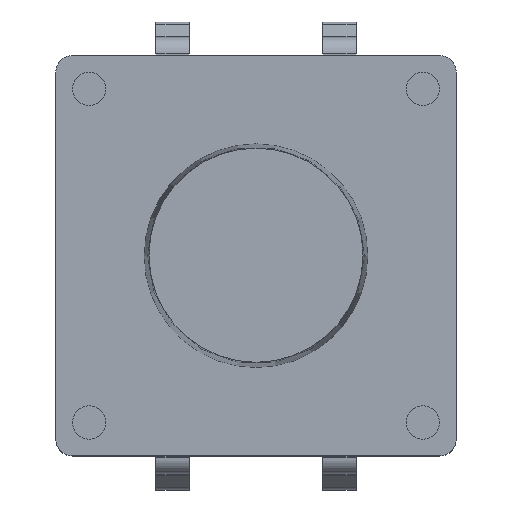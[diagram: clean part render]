
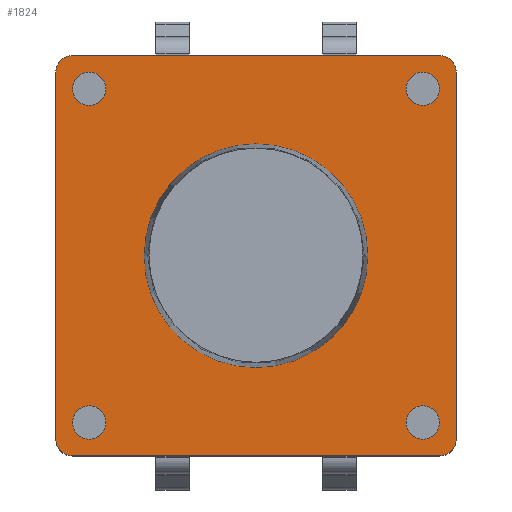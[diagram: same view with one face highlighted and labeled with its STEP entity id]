
A CAD part, top view. The second image highlights one B-rep face of the part: STEP entity #1824.
In plain terms, the highlighted planar face has unit normal (0, 0, 1).
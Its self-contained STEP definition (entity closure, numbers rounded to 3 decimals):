
#13=FACE_BOUND('',#305,.T.);
#14=FACE_BOUND('',#306,.T.);
#15=FACE_BOUND('',#307,.T.);
#16=FACE_BOUND('',#308,.T.);
#17=FACE_BOUND('',#309,.T.);
#128=PLANE('',#1979);
#202=FACE_OUTER_BOUND('',#304,.T.);
#304=EDGE_LOOP('',(#1350,#1351,#1352,#1353,#1354,#1355,#1356,#1357));
#305=EDGE_LOOP('',(#1358,#1359));
#306=EDGE_LOOP('',(#1360));
#307=EDGE_LOOP('',(#1361));
#308=EDGE_LOOP('',(#1362));
#309=EDGE_LOOP('',(#1363));
#407=LINE('',#2759,#580);
#411=LINE('',#2771,#584);
#415=LINE('',#2783,#588);
#419=LINE('',#2793,#592);
#580=VECTOR('',#2223,10.);
#584=VECTOR('',#2235,10.);
#588=VECTOR('',#2247,10.);
#592=VECTOR('',#2259,10.);
#739=CIRCLE('',#1944,3.35);
#740=CIRCLE('',#1945,3.35);
#742=CIRCLE('',#1949,0.5);
#744=CIRCLE('',#1953,0.5);
#746=CIRCLE('',#1957,0.5);
#748=CIRCLE('',#1961,0.5);
#750=CIRCLE('',#1965,0.5);
#752=CIRCLE('',#1969,0.5);
#754=CIRCLE('',#1973,0.5);
#756=CIRCLE('',#1977,0.5);
#831=VERTEX_POINT('',#2712);
#832=VERTEX_POINT('',#2714);
#834=VERTEX_POINT('',#2721);
#836=VERTEX_POINT('',#2728);
#838=VERTEX_POINT('',#2735);
#840=VERTEX_POINT('',#2742);
#843=VERTEX_POINT('',#2750);
#844=VERTEX_POINT('',#2752);
#846=VERTEX_POINT('',#2758);
#848=VERTEX_POINT('',#2764);
#850=VERTEX_POINT('',#2770);
#852=VERTEX_POINT('',#2776);
#854=VERTEX_POINT('',#2782);
#856=VERTEX_POINT('',#2788);
#1012=EDGE_CURVE('',#832,#831,#739,.T.);
#1013=EDGE_CURVE('',#831,#832,#740,.T.);
#1016=EDGE_CURVE('',#834,#834,#742,.T.);
#1019=EDGE_CURVE('',#836,#836,#744,.T.);
#1022=EDGE_CURVE('',#838,#838,#746,.T.);
#1025=EDGE_CURVE('',#840,#840,#748,.T.);
#1028=EDGE_CURVE('',#844,#843,#750,.T.);
#1031=EDGE_CURVE('',#846,#844,#407,.T.);
#1034=EDGE_CURVE('',#848,#846,#752,.T.);
#1037=EDGE_CURVE('',#850,#848,#411,.T.);
#1040=EDGE_CURVE('',#852,#850,#754,.T.);
#1043=EDGE_CURVE('',#854,#852,#415,.T.);
#1046=EDGE_CURVE('',#856,#854,#756,.T.);
#1049=EDGE_CURVE('',#843,#856,#419,.T.);
#1350=ORIENTED_EDGE('',*,*,#1049,.T.);
#1351=ORIENTED_EDGE('',*,*,#1046,.T.);
#1352=ORIENTED_EDGE('',*,*,#1043,.T.);
#1353=ORIENTED_EDGE('',*,*,#1040,.T.);
#1354=ORIENTED_EDGE('',*,*,#1037,.T.);
#1355=ORIENTED_EDGE('',*,*,#1034,.T.);
#1356=ORIENTED_EDGE('',*,*,#1031,.T.);
#1357=ORIENTED_EDGE('',*,*,#1028,.T.);
#1358=ORIENTED_EDGE('',*,*,#1012,.T.);
#1359=ORIENTED_EDGE('',*,*,#1013,.T.);
#1360=ORIENTED_EDGE('',*,*,#1016,.T.);
#1361=ORIENTED_EDGE('',*,*,#1019,.T.);
#1362=ORIENTED_EDGE('',*,*,#1022,.T.);
#1363=ORIENTED_EDGE('',*,*,#1025,.T.);
#1824=ADVANCED_FACE('',(#202,#13,#14,#15,#16,#17),#128,.T.);
#1944=AXIS2_PLACEMENT_3D('',#2715,#2170,#2171);
#1945=AXIS2_PLACEMENT_3D('',#2716,#2172,#2173);
#1949=AXIS2_PLACEMENT_3D('',#2723,#2181,#2182);
#1953=AXIS2_PLACEMENT_3D('',#2730,#2190,#2191);
#1957=AXIS2_PLACEMENT_3D('',#2737,#2199,#2200);
#1961=AXIS2_PLACEMENT_3D('',#2744,#2208,#2209);
#1965=AXIS2_PLACEMENT_3D('',#2753,#2217,#2218);
#1969=AXIS2_PLACEMENT_3D('',#2765,#2229,#2230);
#1973=AXIS2_PLACEMENT_3D('',#2777,#2241,#2242);
#1977=AXIS2_PLACEMENT_3D('',#2789,#2253,#2254);
#1979=AXIS2_PLACEMENT_3D('',#2794,#2260,#2261);
#2170=DIRECTION('center_axis',(0.,0.,-1.));
#2171=DIRECTION('ref_axis',(1.,0.,0.));
#2172=DIRECTION('center_axis',(0.,0.,-1.));
#2173=DIRECTION('ref_axis',(1.,0.,0.));
#2181=DIRECTION('center_axis',(0.,0.,-1.));
#2182=DIRECTION('ref_axis',(-1.,0.,0.));
#2190=DIRECTION('center_axis',(0.,0.,-1.));
#2191=DIRECTION('ref_axis',(-1.,0.,0.));
#2199=DIRECTION('center_axis',(0.,0.,-1.));
#2200=DIRECTION('ref_axis',(-1.,0.,0.));
#2208=DIRECTION('center_axis',(0.,0.,-1.));
#2209=DIRECTION('ref_axis',(-1.,0.,0.));
#2217=DIRECTION('center_axis',(0.,0.,1.));
#2218=DIRECTION('ref_axis',(1.,0.,0.));
#2223=DIRECTION('',(0.,1.,0.));
#2229=DIRECTION('center_axis',(0.,0.,1.));
#2230=DIRECTION('ref_axis',(0.,-1.,0.));
#2235=DIRECTION('',(1.,0.,0.));
#2241=DIRECTION('center_axis',(0.,0.,1.));
#2242=DIRECTION('ref_axis',(-1.,0.,0.));
#2247=DIRECTION('',(0.,-1.,0.));
#2253=DIRECTION('center_axis',(0.,0.,1.));
#2254=DIRECTION('ref_axis',(0.,1.,0.));
#2259=DIRECTION('',(-1.,0.,0.));
#2260=DIRECTION('center_axis',(0.,0.,1.));
#2261=DIRECTION('ref_axis',(1.,0.,0.));
#2712=CARTESIAN_POINT('',(-3.35,0.,3.9));
#2714=CARTESIAN_POINT('',(3.35,0.,3.9));
#2715=CARTESIAN_POINT('Origin',(0.,0.,3.9));
#2716=CARTESIAN_POINT('Origin',(0.,0.,3.9));
#2721=CARTESIAN_POINT('',(5.5,5.,3.9));
#2723=CARTESIAN_POINT('Origin',(5.,5.,3.9));
#2728=CARTESIAN_POINT('',(-4.5,-5.,3.9));
#2730=CARTESIAN_POINT('Origin',(-5.,-5.,3.9));
#2735=CARTESIAN_POINT('',(-4.5,5.,3.9));
#2737=CARTESIAN_POINT('Origin',(-5.,5.,3.9));
#2742=CARTESIAN_POINT('',(5.5,-5.,3.9));
#2744=CARTESIAN_POINT('Origin',(5.,-5.,3.9));
#2750=CARTESIAN_POINT('',(5.5,6.,3.9));
#2752=CARTESIAN_POINT('',(6.,5.5,3.9));
#2753=CARTESIAN_POINT('Origin',(5.5,5.5,3.9));
#2758=CARTESIAN_POINT('',(6.,-5.5,3.9));
#2759=CARTESIAN_POINT('',(6.,-5.5,3.9));
#2764=CARTESIAN_POINT('',(5.5,-6.,3.9));
#2765=CARTESIAN_POINT('Origin',(5.5,-5.5,3.9));
#2770=CARTESIAN_POINT('',(-5.5,-6.,3.9));
#2771=CARTESIAN_POINT('',(-5.5,-6.,3.9));
#2776=CARTESIAN_POINT('',(-6.,-5.5,3.9));
#2777=CARTESIAN_POINT('Origin',(-5.5,-5.5,3.9));
#2782=CARTESIAN_POINT('',(-6.,5.5,3.9));
#2783=CARTESIAN_POINT('',(-6.,5.5,3.9));
#2788=CARTESIAN_POINT('',(-5.5,6.,3.9));
#2789=CARTESIAN_POINT('Origin',(-5.5,5.5,3.9));
#2793=CARTESIAN_POINT('',(5.5,6.,3.9));
#2794=CARTESIAN_POINT('Origin',(0.,0.,3.9));
